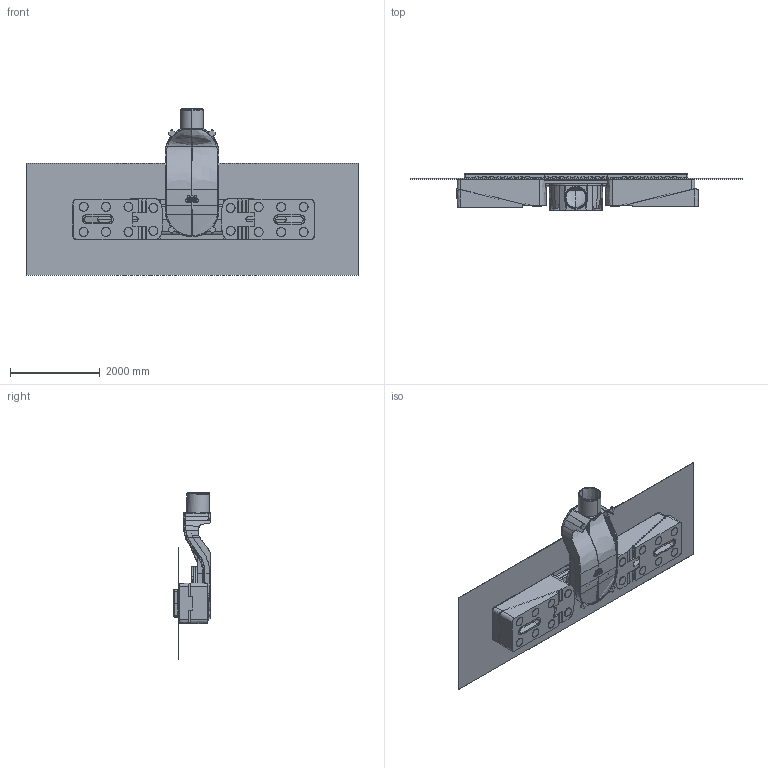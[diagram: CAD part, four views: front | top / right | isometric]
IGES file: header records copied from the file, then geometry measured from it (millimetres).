
Start section: Prodiline (H.8026.17)..SLDPRT - PrototypeComponentType Prodiline (H.8026.17)..SLDPRT - PrototypeComponentType SolidWorks IGES file using analytic representation for surfaces
Global section: file name: 42HProdiline_50.igs; native system: Rhinoceros ( Feb 27 2019 ); preprocessor: Trout Lake IGES 012 Feb 27 2019; date: 220321.120609; units: centimetre
Bounding box: 7400 x 818.19 x 3718.69 mm (x, y, z)
Surface area: 102923049.6 mm2 (no closed solid volume)
Topology: 0 solids, 0 shells, 2422 faces, 29251 edges, 29236 vertices
Faces by surface type: bspline 2422
